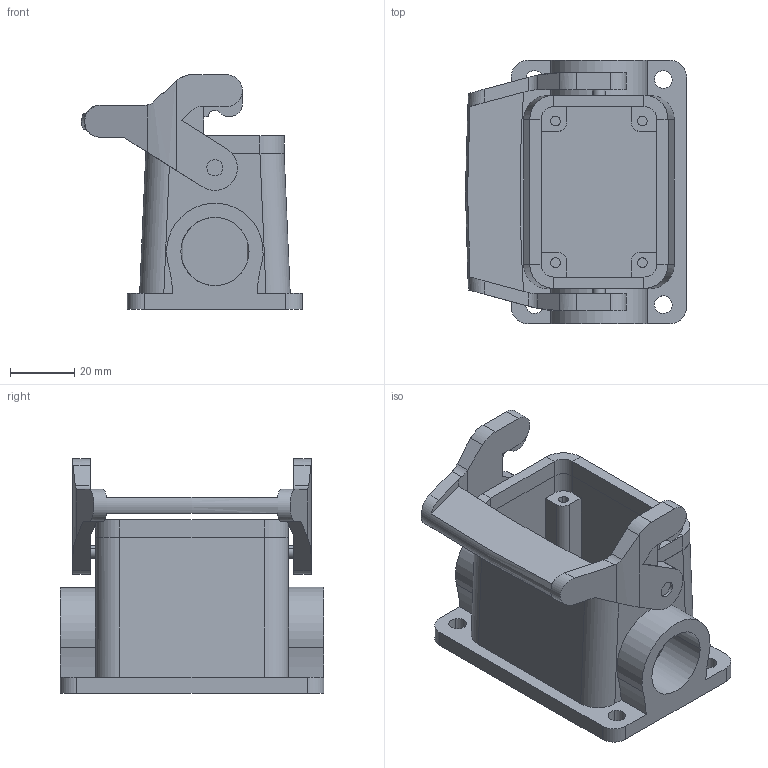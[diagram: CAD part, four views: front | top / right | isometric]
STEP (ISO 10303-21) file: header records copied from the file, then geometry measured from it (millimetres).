
FILE_DESCRIPTION(('CATIA V5 STEP Exchange','CAx-IF Rec.Pracs.--- Model Styling and Organization---1.4--- 2014-01-23'),'2;1');
FILE_NAME ('424605-2_1', '2019-08-01T07:40:04+00:00', ('none'), ('Weidmueller'), 'CATIA Version 5-6 Release 2016 SP3 HF44', 'CATIA V5 STEP AP214', 'none');
FILE_SCHEMA(('AUTOMOTIVE_DESIGN { 1 0 10303 214 1 1 1 1 }'));
Length unit declared in the file: millimetre
Products named in the file (1): 2560840000
Bounding box: 68.75 x 82 x 73 mm (x, y, z)
Volume: 88900.3 mm3; surface area: 39541.6 mm2
Topology: 2 solids, 2 shells, 189 faces, 500 edges, 324 vertices
Faces by surface type: plane 107, cylinder 81, torus 1
Entity records: 5595 total; most frequent: CARTESIAN_POINT 1227, ORIENTED_EDGE 1000, DIRECTION 696, EDGE_CURVE 500, VERTEX_POINT 324, VECTOR 306, LINE 306, AXIS2_PLACEMENT_3D 273
